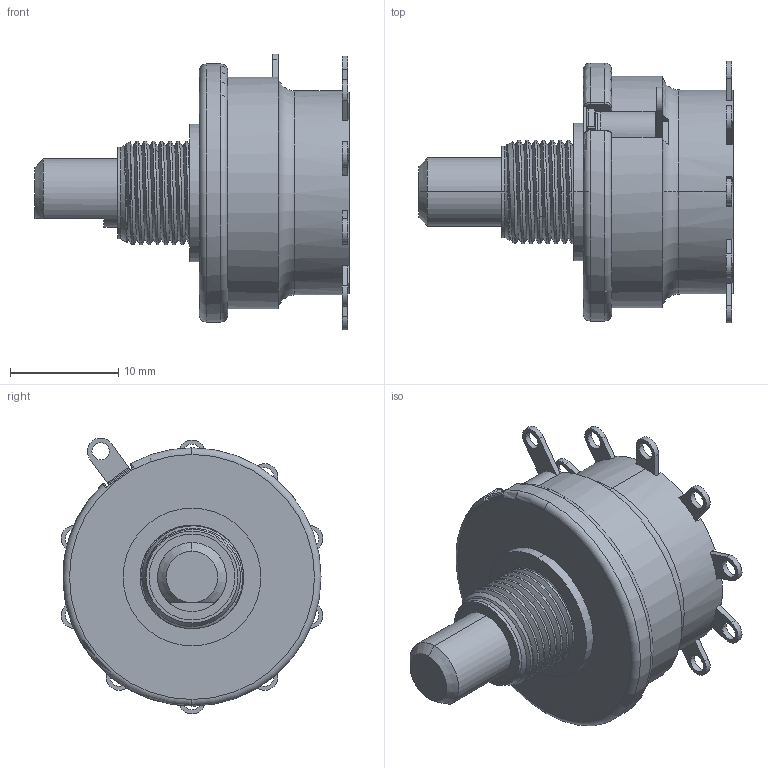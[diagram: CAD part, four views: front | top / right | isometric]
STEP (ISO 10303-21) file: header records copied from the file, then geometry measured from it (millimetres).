
FILE_DESCRIPTION((''),'2;1');
FILE_NAME('24001-02N','2015-02-18T',('amercuri'),(''),'PRO/ENGINEER BY PARAMETRIC TECHNOLOGY CORPORATION, 2011490','PRO/ENGINEER BY PARAMETRIC TECHNOLOGY CORPORATION, 2011490','');
FILE_SCHEMA(('CONFIG_CONTROL_DESIGN'));
Length unit declared in the file: inch
Products named in the file (1): 24001-02N
Bounding box: 28.96 x 24.13 x 25.43 mm (x, y, z)
Volume: 5401.8 mm3; surface area: 2687.2 mm2
Topology: 1 solids, 1 shells, 649 faces, 1802 edges, 1187 vertices
Faces by surface type: plane 518, cylinder 109, bspline 13, torus 5, cone 4
Entity records: 23045 total; most frequent: CARTESIAN_POINT 6286, ORIENTED_EDGE 3604, DIRECTION 3246, EDGE_CURVE 1802, VECTOR 1494, LINE 1494, VERTEX_POINT 1187, AXIS2_PLACEMENT_3D 876
